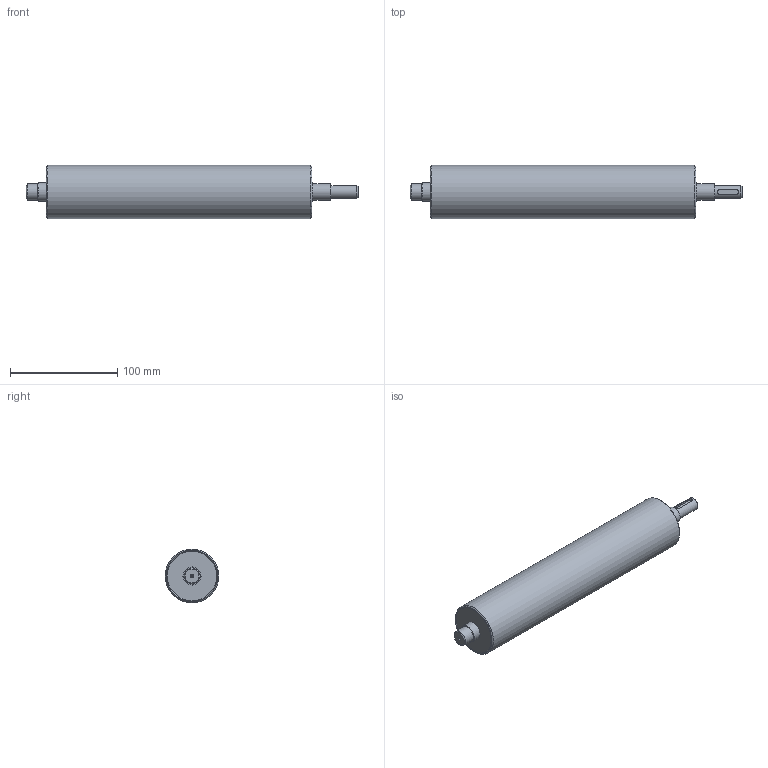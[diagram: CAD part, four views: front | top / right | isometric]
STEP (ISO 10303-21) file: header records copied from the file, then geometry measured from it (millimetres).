
FILE_DESCRIPTION(/* description */ (''),/* implementation_level */ '2;1');
FILE_NAME(/* name */ '904552.stp',/* time_stamp */ '2013-12-12T17:56:15+01:00',/* author */ ('VeronikaF'),/* organization */ (''),/* preprocessor_version */ 'ST-DEVELOPER v15.2',/* originating_system */ 'Autodesk Inventor 2014',/* authorisation */ '');
FILE_SCHEMA (('AUTOMOTIVE_DESIGN { 1 0 10303 214 3 1 1 }'));
Length unit declared in the file: millimetre
Products named in the file (4): 50-čep I; 50-čep Reduktor; Trubka_d50_001; 904552
Bounding box: 309 x 50 x 50 mm (x, y, z)
Volume: 149115.8 mm3; surface area: 86115.4 mm2
Topology: 3 solids, 3 shells, 42 faces, 73 edges, 45 vertices
Faces by surface type: plane 16, cylinder 15, cone 11
Full cylindrical faces by diameter (mm): 1.6 x1, 4.134 x1, 12 x1, 15 x2, 17 x1, 18 x1, 44 x1, 46 x4, 50 x1
Entity records: 994 total; most frequent: DIRECTION 180, CARTESIAN_POINT 173, ORIENTED_EDGE 94, AXIS2_PLACEMENT_3D 86, EDGE_LOOP 76, EDGE_CURVE 47, VERTEX_POINT 43, FACE_BOUND 42
